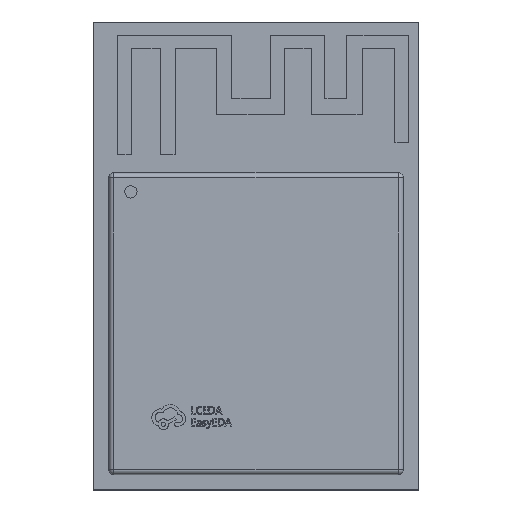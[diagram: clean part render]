
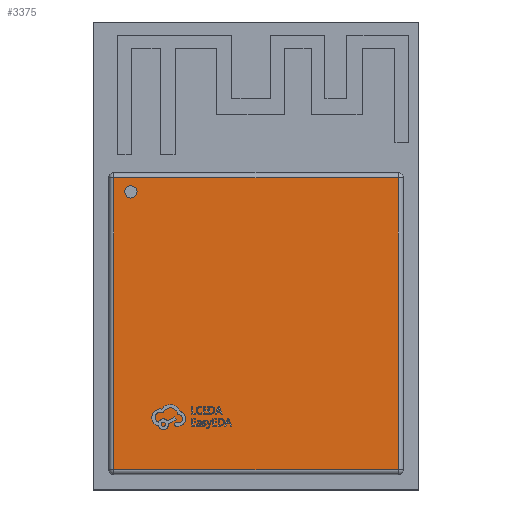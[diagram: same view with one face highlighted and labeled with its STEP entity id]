
A CAD part, top view. The second image highlights one B-rep face of the part: STEP entity #3375.
In plain terms, the highlighted planar face has unit normal (0, 0, 1).
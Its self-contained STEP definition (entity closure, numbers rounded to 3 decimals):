
#1908 = VERTEX_POINT ( 'NONE', #20015 ) ;
#2585 = DIRECTION ( 'NONE',  ( 1., 0., 0. ) ) ;
#2965 = EDGE_LOOP ( 'NONE', ( #5201, #8476, #7813, #26037 ) ) ;
#3038 = CARTESIAN_POINT ( 'NONE',  ( -5.081, 2.6, 2.4 ) ) ;
#3303 = FACE_BOUND ( 'NONE', #20414, .T. ) ;
#3373 = LINE ( 'NONE', #3654, #15104 ) ;
#3375 = ADVANCED_FACE ( 'NONE', ( #3303, #5458 ), #27822, .F. ) ;
#3654 = CARTESIAN_POINT ( 'NONE',  ( 0., 3.17, 2.4 ) ) ;
#3806 = DIRECTION ( 'NONE',  ( 0., -1., 0. ) ) ;
#3939 = CIRCLE ( 'NONE', #10775, 0.25 ) ;
#4020 = AXIS2_PLACEMENT_3D ( 'NONE', #12930, #24726, #15349 ) ;
#4225 = VERTEX_POINT ( 'NONE', #16794 ) ;
#4806 = DIRECTION ( 'NONE',  ( 1., 0., 0. ) ) ;
#5201 = ORIENTED_EDGE ( 'NONE', *, *, #6900, .T. ) ;
#5431 = VERTEX_POINT ( 'NONE', #8593 ) ;
#5458 = FACE_OUTER_BOUND ( 'NONE', #2965, .T. ) ;
#5823 = LINE ( 'NONE', #17255, #26828 ) ;
#6668 = EDGE_CURVE ( 'NONE', #19471, #4225, #11340, .T. ) ;
#6900 = EDGE_CURVE ( 'NONE', #29135, #1908, #15404, .T. ) ;
#7813 = ORIENTED_EDGE ( 'NONE', *, *, #6668, .T. ) ;
#8476 = ORIENTED_EDGE ( 'NONE', *, *, #29468, .T. ) ;
#8593 = CARTESIAN_POINT ( 'NONE',  ( -4.831, 2.6, 2.4 ) ) ;
#9268 = DIRECTION ( 'NONE',  ( 0., 0., 1. ) ) ;
#9269 = CARTESIAN_POINT ( 'NONE',  ( -5.775, 3.17, 2.4 ) ) ;
#10060 = EDGE_CURVE ( 'NONE', #5431, #15495, #25864, .T. ) ;
#10638 = ORIENTED_EDGE ( 'NONE', *, *, #21331, .F. ) ;
#10775 = AXIS2_PLACEMENT_3D ( 'NONE', #3038, #11897, #2585 ) ;
#11340 = LINE ( 'NONE', #15777, #16103 ) ;
#11897 = DIRECTION ( 'NONE',  ( 0., 0., 1. ) ) ;
#12310 = CARTESIAN_POINT ( 'NONE',  ( -5.331, 2.6, 2.4 ) ) ;
#12930 = CARTESIAN_POINT ( 'NONE',  ( 0., 0., 2.4 ) ) ;
#15104 = VECTOR ( 'NONE', #19649, 1000. ) ;
#15349 = DIRECTION ( 'NONE',  ( -1., 0., 0. ) ) ;
#15404 = LINE ( 'NONE', #19945, #16520 ) ;
#15495 = VERTEX_POINT ( 'NONE', #12310 ) ;
#15777 = CARTESIAN_POINT ( 'NONE',  ( 5.775, 0., 2.4 ) ) ;
#16103 = VECTOR ( 'NONE', #25433, 1000. ) ;
#16520 = VECTOR ( 'NONE', #3806, 1000. ) ;
#16794 = CARTESIAN_POINT ( 'NONE',  ( 5.775, 3.17, 2.4 ) ) ;
#17255 = CARTESIAN_POINT ( 'NONE',  ( 0., -8.68, 2.4 ) ) ;
#17356 = EDGE_CURVE ( 'NONE', #4225, #29135, #3373, .T. ) ;
#19471 = VERTEX_POINT ( 'NONE', #25729 ) ;
#19574 = AXIS2_PLACEMENT_3D ( 'NONE', #30016, #9268, #4806 ) ;
#19649 = DIRECTION ( 'NONE',  ( -1., 0., 0. ) ) ;
#19945 = CARTESIAN_POINT ( 'NONE',  ( -5.775, 0., 2.4 ) ) ;
#20015 = CARTESIAN_POINT ( 'NONE',  ( -5.775, -8.68, 2.4 ) ) ;
#20414 = EDGE_LOOP ( 'NONE', ( #24503, #10638 ) ) ;
#21331 = EDGE_CURVE ( 'NONE', #15495, #5431, #3939, .T. ) ;
#24048 = DIRECTION ( 'NONE',  ( 1., 0., 0. ) ) ;
#24503 = ORIENTED_EDGE ( 'NONE', *, *, #10060, .F. ) ;
#24726 = DIRECTION ( 'NONE',  ( 0., 0., -1. ) ) ;
#25433 = DIRECTION ( 'NONE',  ( 0., 1., 0. ) ) ;
#25729 = CARTESIAN_POINT ( 'NONE',  ( 5.775, -8.68, 2.4 ) ) ;
#25864 = CIRCLE ( 'NONE', #19574, 0.25 ) ;
#26037 = ORIENTED_EDGE ( 'NONE', *, *, #17356, .T. ) ;
#26828 = VECTOR ( 'NONE', #24048, 1000. ) ;
#27822 = PLANE ( 'NONE',  #4020 ) ;
#29135 = VERTEX_POINT ( 'NONE', #9269 ) ;
#29468 = EDGE_CURVE ( 'NONE', #1908, #19471, #5823, .T. ) ;
#30016 = CARTESIAN_POINT ( 'NONE',  ( -5.081, 2.6, 2.4 ) ) ;
